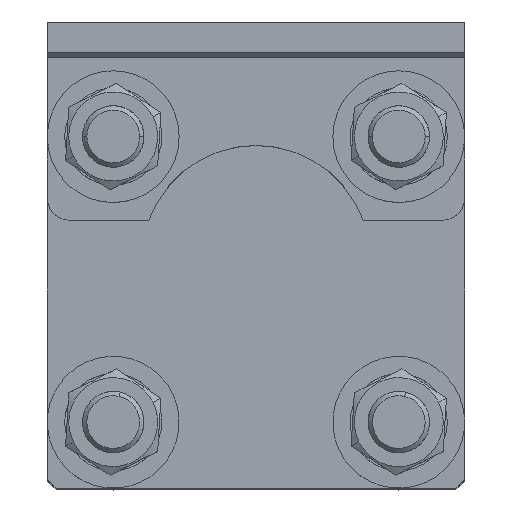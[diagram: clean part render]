
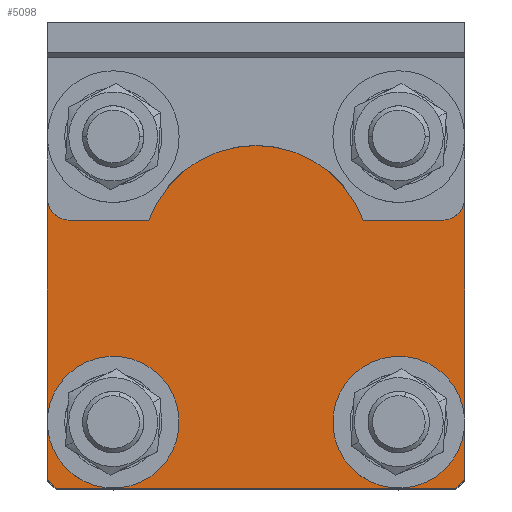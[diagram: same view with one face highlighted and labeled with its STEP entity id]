
A CAD part, top view. The second image highlights one B-rep face of the part: STEP entity #5098.
In plain terms, the highlighted planar face has unit normal (0, 0, 1).
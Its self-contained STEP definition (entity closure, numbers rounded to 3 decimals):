
#13 = EDGE_CURVE ( 'NONE', #6251, #6211, #6370, .T. ) ;
#39 = EDGE_CURVE ( 'NONE', #6320, #6354, #6406, .T. ) ;
#77 = EDGE_CURVE ( 'NONE', #6334, #6299, #6465, .T. ) ;
#87 = EDGE_CURVE ( 'NONE', #6354, #6323, #6476, .T. ) ;
#122 = EDGE_CURVE ( 'NONE', #6085, #6087, #7801, .T. ) ;
#126 = EDGE_CURVE ( 'NONE', #6323, #6047, #7808, .T. ) ;
#128 = EDGE_CURVE ( 'NONE', #6091, #6320, #7813, .T. ) ;
#142 = EDGE_CURVE ( 'NONE', #6211, #6251, #7831, .T. ) ;
#149 = EDGE_CURVE ( 'NONE', #6097, #6091, #7832, .T. ) ;
#150 = EDGE_CURVE ( 'NONE', #6047, #6348, #7841, .T. ) ;
#173 = EDGE_CURVE ( 'NONE', #6348, #6036, #7867, .T. ) ;
#176 = EDGE_CURVE ( 'NONE', #6087, #6085, #7869, .T. ) ;
#177 = EDGE_CURVE ( 'NONE', #6103, #6291, #7875, .T. ) ;
#199 = EDGE_CURVE ( 'NONE', #6036, #6097, #7907, .T. ) ;
#217 = EDGE_CURVE ( 'NONE', #6299, #6334, #7936, .T. ) ;
#247 = EDGE_CURVE ( 'NONE', #6291, #6103, #7976, .T. ) ;
#267 = DIRECTION ( 'NONE',  ( -1., 0., 0. ) ) ;
#283 = CARTESIAN_POINT ( 'NONE',  ( 47.5, -45.5, 30. ) ) ;
#305 = CARTESIAN_POINT ( 'NONE',  ( -47.5, 47.5, 30. ) ) ;
#311 = CARTESIAN_POINT ( 'NONE',  ( -32.5, -32.5, 30. ) ) ;
#338 = DIRECTION ( 'NONE',  ( 0., 0., 1. ) ) ;
#349 = DIRECTION ( 'NONE',  ( 0.707, 0.707, 0. ) ) ;
#351 = DIRECTION ( 'NONE',  ( 1., 0., 0. ) ) ;
#374 = DIRECTION ( 'NONE',  ( 0., 0., 1. ) ) ;
#390 = CARTESIAN_POINT ( 'NONE',  ( -47.5, -47.5, 30. ) ) ;
#410 = DIRECTION ( 'NONE',  ( 0., -1., 0. ) ) ;
#416 = CARTESIAN_POINT ( 'NONE',  ( -32.5, -32.5, 30. ) ) ;
#1999 = DIRECTION ( 'NONE',  ( -0.707, 0.707, 0. ) ) ;
#2004 = CARTESIAN_POINT ( 'NONE',  ( 45.5, 47.5, 30. ) ) ;
#2032 = CARTESIAN_POINT ( 'NONE',  ( 32.5, 32.5, 30. ) ) ;
#2056 = DIRECTION ( 'NONE',  ( 1., 0., 0. ) ) ;
#2120 = DIRECTION ( 'NONE',  ( 0., 0., 1. ) ) ;
#2411 = DIRECTION ( 'NONE',  ( 1., 0., 0. ) ) ;
#2549 = DIRECTION ( 'NONE',  ( 0., 0., 1. ) ) ;
#2550 = CARTESIAN_POINT ( 'NONE',  ( 32.5, -32.5, 30. ) ) ;
#2713 = CARTESIAN_POINT ( 'NONE',  ( -32.5, 32.5, 30. ) ) ;
#2715 = DIRECTION ( 'NONE',  ( 0., 0., 1. ) ) ;
#2717 = DIRECTION ( 'NONE',  ( 1., 0., 0. ) ) ;
#2746 = CARTESIAN_POINT ( 'NONE',  ( 47.5, -47.5, 30. ) ) ;
#2782 = DIRECTION ( 'NONE',  ( 0., 1., 0. ) ) ;
#3379 = EDGE_LOOP ( 'NONE', ( #5647, #5632 ) ) ;
#3381 = EDGE_LOOP ( 'NONE', ( #5583, #5588 ) ) ;
#3382 = EDGE_LOOP ( 'NONE', ( #5722, #5727, #5592, #5719, #5732, #5709, #5710, #5601 ) ) ;
#3383 = EDGE_LOOP ( 'NONE', ( #5633, #5666 ) ) ;
#3388 = EDGE_LOOP ( 'NONE', ( #5665, #5626 ) ) ;
#3767 = CARTESIAN_POINT ( 'NONE',  ( -47.5, 45.5, 30. ) ) ;
#3773 = CARTESIAN_POINT ( 'NONE',  ( 47.5, 45.5, 30. ) ) ;
#4442 = DIRECTION ( 'NONE',  ( 0., 0., 1. ) ) ;
#4462 = CARTESIAN_POINT ( 'NONE',  ( -32.5, 32.5, 30. ) ) ;
#4472 = DIRECTION ( 'NONE',  ( -0.707, -0.707, 0. ) ) ;
#4473 = CARTESIAN_POINT ( 'NONE',  ( -47.5, 45.5, 30. ) ) ;
#4478 = CARTESIAN_POINT ( 'NONE',  ( -47.5, -47.5, 30. ) ) ;
#4483 = DIRECTION ( 'NONE',  ( 1., 0., 0. ) ) ;
#4506 = DIRECTION ( 'NONE',  ( 1., 0., 0. ) ) ;
#4931 = DIRECTION ( 'NONE',  ( 1., 0., 0. ) ) ;
#4938 = DIRECTION ( 'NONE',  ( 0., 0., 1. ) ) ;
#4952 = CARTESIAN_POINT ( 'NONE',  ( 32.5, 32.5, 30. ) ) ;
#5098 = ADVANCED_FACE ( 'NONE', ( #9251, #9255, #9258, #9253, #9259 ), #7172, .F. ) ;
#5153 = AXIS2_PLACEMENT_3D ( 'NONE', #2550, #2549, #2411 ) ;
#5170 = AXIS2_PLACEMENT_3D ( 'NONE', #4952, #4938, #4931 ) ;
#5189 = AXIS2_PLACEMENT_3D ( 'NONE', #416, #374, #5530 ) ;
#5190 = AXIS2_PLACEMENT_3D ( 'NONE', #5546, #5551, #5545 ) ;
#5199 = AXIS2_PLACEMENT_3D ( 'NONE', #4462, #4442, #4506 ) ;
#5226 = AXIS2_PLACEMENT_3D ( 'NONE', #2032, #2120, #2056 ) ;
#5249 = AXIS2_PLACEMENT_3D ( 'NONE', #311, #338, #351 ) ;
#5253 = AXIS2_PLACEMENT_3D ( 'NONE', #2713, #2715, #2717 ) ;
#5530 = DIRECTION ( 'NONE',  ( 1., 0., 0. ) ) ;
#5545 = DIRECTION ( 'NONE',  ( 1., 0., 0. ) ) ;
#5546 = CARTESIAN_POINT ( 'NONE',  ( 32.5, -32.5, 30. ) ) ;
#5551 = DIRECTION ( 'NONE',  ( 0., 0., 1. ) ) ;
#5583 = ORIENTED_EDGE ( 'NONE', *, *, #177, .F. ) ;
#5588 = ORIENTED_EDGE ( 'NONE', *, *, #247, .F. ) ;
#5592 = ORIENTED_EDGE ( 'NONE', *, *, #39, .T. ) ;
#5601 = ORIENTED_EDGE ( 'NONE', *, *, #199, .T. ) ;
#5626 = ORIENTED_EDGE ( 'NONE', *, *, #217, .F. ) ;
#5632 = ORIENTED_EDGE ( 'NONE', *, *, #176, .F. ) ;
#5633 = ORIENTED_EDGE ( 'NONE', *, *, #142, .F. ) ;
#5647 = ORIENTED_EDGE ( 'NONE', *, *, #122, .F. ) ;
#5665 = ORIENTED_EDGE ( 'NONE', *, *, #77, .F. ) ;
#5666 = ORIENTED_EDGE ( 'NONE', *, *, #13, .F. ) ;
#5709 = ORIENTED_EDGE ( 'NONE', *, *, #150, .T. ) ;
#5710 = ORIENTED_EDGE ( 'NONE', *, *, #173, .T. ) ;
#5719 = ORIENTED_EDGE ( 'NONE', *, *, #87, .T. ) ;
#5722 = ORIENTED_EDGE ( 'NONE', *, *, #149, .T. ) ;
#5727 = ORIENTED_EDGE ( 'NONE', *, *, #128, .T. ) ;
#5732 = ORIENTED_EDGE ( 'NONE', *, *, #126, .T. ) ;
#5898 = DIRECTION ( 'NONE',  ( 0.707, -0.707, 0. ) ) ;
#5902 = CARTESIAN_POINT ( 'NONE',  ( -45.5, -47.5, 30. ) ) ;
#6036 = VERTEX_POINT ( 'NONE', #7306 ) ;
#6047 = VERTEX_POINT ( 'NONE', #7317 ) ;
#6085 = VERTEX_POINT ( 'NONE', #7355 ) ;
#6087 = VERTEX_POINT ( 'NONE', #7357 ) ;
#6091 = VERTEX_POINT ( 'NONE', #7361 ) ;
#6097 = VERTEX_POINT ( 'NONE', #7367 ) ;
#6103 = VERTEX_POINT ( 'NONE', #7373 ) ;
#6211 = VERTEX_POINT ( 'NONE', #7481 ) ;
#6251 = VERTEX_POINT ( 'NONE', #7521 ) ;
#6291 = VERTEX_POINT ( 'NONE', #7561 ) ;
#6299 = VERTEX_POINT ( 'NONE', #7569 ) ;
#6320 = VERTEX_POINT ( 'NONE', #7590 ) ;
#6323 = VERTEX_POINT ( 'NONE', #7593 ) ;
#6334 = VERTEX_POINT ( 'NONE', #7604 ) ;
#6348 = VERTEX_POINT ( 'NONE', #3767 ) ;
#6354 = VERTEX_POINT ( 'NONE', #3773 ) ;
#6370 = CIRCLE ( 'NONE', #5253, 7.5 ) ;
#6406 = LINE ( 'NONE', #2746, #6409 ) ;
#6409 = VECTOR ( 'NONE', #2782, 1000. ) ;
#6465 = CIRCLE ( 'NONE', #5226, 7.5 ) ;
#6476 = LINE ( 'NONE', #2004, #6481 ) ;
#6481 = VECTOR ( 'NONE', #1999, 1000. ) ;
#6650 = AXIS2_PLACEMENT_3D ( 'NONE', #7174, #7170, #7176 ) ;
#7170 = DIRECTION ( 'NONE',  ( 0., 0., -1. ) ) ;
#7172 = PLANE ( 'NONE',  #6650 ) ;
#7174 = CARTESIAN_POINT ( 'NONE',  ( 0., 0., 30. ) ) ;
#7176 = DIRECTION ( 'NONE',  ( -1., 0., 0. ) ) ;
#7306 = CARTESIAN_POINT ( 'NONE',  ( -47.5, -45.5, 30. ) ) ;
#7317 = CARTESIAN_POINT ( 'NONE',  ( -45.5, 47.5, 30. ) ) ;
#7355 = CARTESIAN_POINT ( 'NONE',  ( -25., -32.5, 30. ) ) ;
#7357 = CARTESIAN_POINT ( 'NONE',  ( -40., -32.5, 30. ) ) ;
#7361 = CARTESIAN_POINT ( 'NONE',  ( 45.5, -47.5, 30. ) ) ;
#7367 = CARTESIAN_POINT ( 'NONE',  ( -45.5, -47.5, 30. ) ) ;
#7373 = CARTESIAN_POINT ( 'NONE',  ( 40., -32.5, 30. ) ) ;
#7481 = CARTESIAN_POINT ( 'NONE',  ( -25., 32.5, 30. ) ) ;
#7521 = CARTESIAN_POINT ( 'NONE',  ( -40., 32.5, 30. ) ) ;
#7561 = CARTESIAN_POINT ( 'NONE',  ( 25., -32.5, 30. ) ) ;
#7569 = CARTESIAN_POINT ( 'NONE',  ( 25., 32.5, 30. ) ) ;
#7590 = CARTESIAN_POINT ( 'NONE',  ( 47.5, -45.5, 30. ) ) ;
#7593 = CARTESIAN_POINT ( 'NONE',  ( 45.5, 47.5, 30. ) ) ;
#7604 = CARTESIAN_POINT ( 'NONE',  ( 40., 32.5, 30. ) ) ;
#7801 = CIRCLE ( 'NONE', #5249, 7.5 ) ;
#7808 = LINE ( 'NONE', #305, #7814 ) ;
#7813 = LINE ( 'NONE', #283, #7815 ) ;
#7814 = VECTOR ( 'NONE', #267, 1000. ) ;
#7815 = VECTOR ( 'NONE', #349, 1000. ) ;
#7831 = CIRCLE ( 'NONE', #5199, 7.5 ) ;
#7832 = LINE ( 'NONE', #4478, #7842 ) ;
#7841 = LINE ( 'NONE', #4473, #7844 ) ;
#7842 = VECTOR ( 'NONE', #4483, 1000. ) ;
#7844 = VECTOR ( 'NONE', #4472, 1000. ) ;
#7867 = LINE ( 'NONE', #390, #7872 ) ;
#7869 = CIRCLE ( 'NONE', #5189, 7.5 ) ;
#7872 = VECTOR ( 'NONE', #410, 1000. ) ;
#7875 = CIRCLE ( 'NONE', #5190, 7.5 ) ;
#7907 = LINE ( 'NONE', #5902, #7909 ) ;
#7909 = VECTOR ( 'NONE', #5898, 1000. ) ;
#7936 = CIRCLE ( 'NONE', #5170, 7.5 ) ;
#7976 = CIRCLE ( 'NONE', #5153, 7.5 ) ;
#9251 = FACE_BOUND ( 'NONE', #3388, .T. ) ;
#9253 = FACE_BOUND ( 'NONE', #3381, .T. ) ;
#9255 = FACE_BOUND ( 'NONE', #3383, .T. ) ;
#9258 = FACE_BOUND ( 'NONE', #3379, .T. ) ;
#9259 = FACE_OUTER_BOUND ( 'NONE', #3382, .T. ) ;
